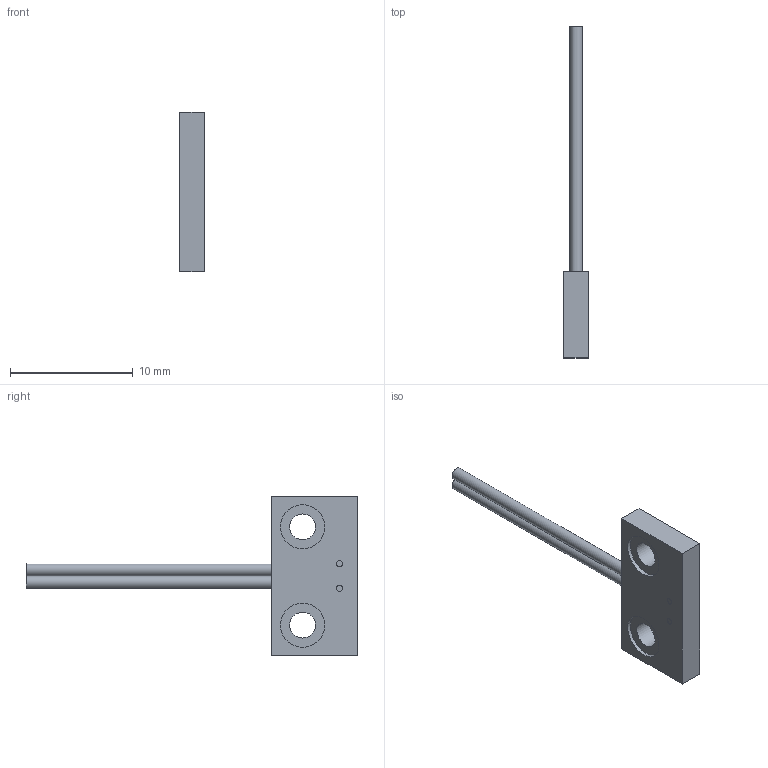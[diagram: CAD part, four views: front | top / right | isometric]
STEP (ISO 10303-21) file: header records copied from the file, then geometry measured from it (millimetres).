
FILE_DESCRIPTION(/* description */ (''),/* implementation_level */ '2;1');
FILE_NAME(/* name */ 'EX-FD41.stp',/* time_stamp */ '2023-04-10T10:15:59+08:00',/* author */ (''),/* organization */ (''),/* preprocessor_version */ 'ST-DEVELOPER v16.7',/* originating_system */ 'SIEMENS PLM Software NX 12.0',/* authorisation */ '');
FILE_SCHEMA (('AUTOMOTIVE_DESIGN { 1 0 10303 214 3 1 1 1 }'));
Length unit declared in the file: millimetre
Products named in the file (1): EX-FD41
Bounding box: 2 x 27 x 13 mm (x, y, z)
Volume: 195.5 mm3; surface area: 397.5 mm2
Topology: 1 solids, 1 shells, 19 faces, 36 edges, 24 vertices
Faces by surface type: plane 11, cylinder 8
Full cylindrical faces by diameter (mm): 0.5 x2, 2.1 x2, 3.6 x2
Entity records: 488 total; most frequent: DIRECTION 86, CARTESIAN_POINT 74, ORIENTED_EDGE 60, AXIS2_PLACEMENT_3D 36, EDGE_LOOP 34, EDGE_CURVE 30, FACE_BOUND 26, VERTEX_POINT 24
